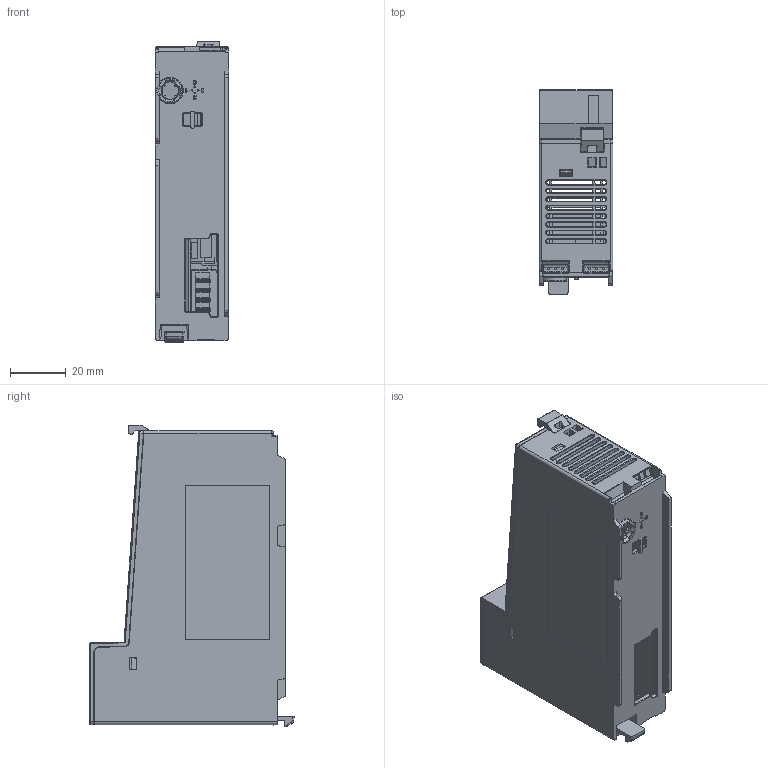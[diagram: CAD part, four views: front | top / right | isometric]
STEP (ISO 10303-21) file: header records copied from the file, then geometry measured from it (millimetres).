
FILE_DESCRIPTION((''),'2;1');
FILE_NAME('PRT0001','2025-01-14T12:18:45',('Ramdas.Tibile'),(''),'CREO PARAMETRIC BY PTC INC, 2019344','CREO PARAMETRIC BY PTC INC, 2019344','');
FILE_SCHEMA(('CONFIG_CONTROL_DESIGN'));
Products named in the file (1): PRT0001
Bounding box: 26.4 x 73 x 107.8 mm (x, y, z)
Volume: 24.3 mm3; surface area: 52488.5 mm2
Topology: 3 solids, 6 shells, 1430 faces, 4184 edges, 2632 vertices
Faces by surface type: plane 700, cylinder 403, torus 95, bspline 86, cone 65, extrusion 53, sphere 28
Entity records: 55457 total; most frequent: CARTESIAN_POINT 19188, ORIENTED_EDGE 8276, DIRECTION 6566, EDGE_CURVE 4160, VERTEX_POINT 2633, VECTOR 2578, LINE 2525, AXIS2_PLACEMENT_3D 1994
